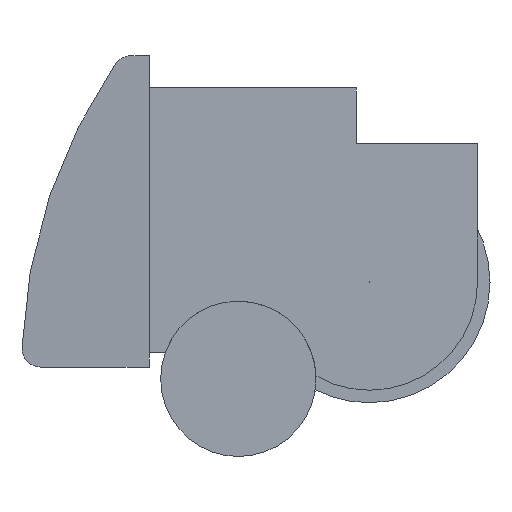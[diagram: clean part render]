
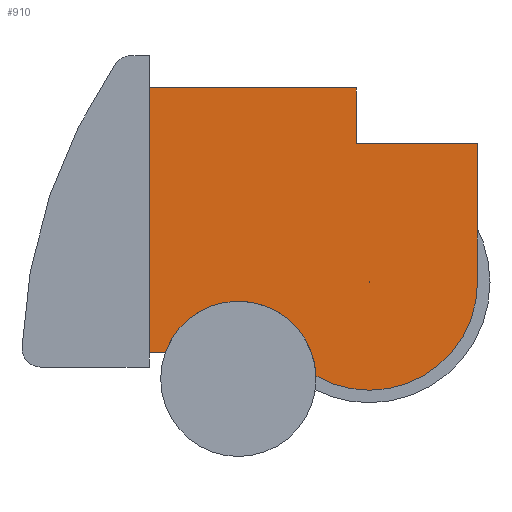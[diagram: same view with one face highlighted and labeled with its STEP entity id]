
A CAD part, front view. The second image highlights one B-rep face of the part: STEP entity #910.
In plain terms, the highlighted planar face has unit normal (0, -1, 0).
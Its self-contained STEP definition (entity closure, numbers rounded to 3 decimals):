
#560 = ORIENTED_EDGE ( 'NONE', *, *, #974, .T. ) ;
#561 = ORIENTED_EDGE ( 'NONE', *, *, #972, .T. ) ;
#562 = ORIENTED_EDGE ( 'NONE', *, *, #973, .F. ) ;
#565 = ORIENTED_EDGE ( 'NONE', *, *, #971, .T. ) ;
#610 = CARTESIAN_POINT ( 'NONE',  ( -22.011, -11.5, -7.55 ) ) ;
#613 = CARTESIAN_POINT ( 'NONE',  ( -30.02, -11.5, -7.55 ) ) ;
#615 = CARTESIAN_POINT ( 'NONE',  ( -14.145, -11.5, -2.05 ) ) ;
#617 = CARTESIAN_POINT ( 'NONE',  ( -25.07, -11.5, 20.95 ) ) ;
#621 = CARTESIAN_POINT ( 'NONE',  ( -30.02, -11.5, 16. ) ) ;
#622 = CARTESIAN_POINT ( 'NONE',  ( -1.42, -11.5, 14.95 ) ) ;
#623 = CARTESIAN_POINT ( 'NONE',  ( 11.65, -11.5, 14.95 ) ) ;
#625 = CARTESIAN_POINT ( 'NONE',  ( -1.42, -11.5, 20.95 ) ) ;
#634 = CARTESIAN_POINT ( 'NONE',  ( 0., -11.5, 0.027 ) ) ;
#639 = CARTESIAN_POINT ( 'NONE',  ( 0., -11.5, -0.027 ) ) ;
#643 = CARTESIAN_POINT ( 'NONE',  ( 0., -11.5, -11.65 ) ) ;
#647 = CARTESIAN_POINT ( 'NONE',  ( 11.65, -11.5, 0. ) ) ;
#649 = CARTESIAN_POINT ( 'NONE',  ( -5.776, -11.5, -10.118 ) ) ;
#688 = CARTESIAN_POINT ( 'NONE',  ( -51.779, -11.5, 4.665 ) ) ;
#691 = PLANE ( 'NONE',  #1371 ) ;
#693 = DIRECTION ( 'NONE',  ( 0., 1., 0. ) ) ;
#694 = DIRECTION ( 'NONE',  ( 0., 0., 1. ) ) ;
#767 = VERTEX_POINT ( 'NONE', #617 ) ;
#769 = VERTEX_POINT ( 'NONE', #610 ) ;
#772 = VERTEX_POINT ( 'NONE', #615 ) ;
#774 = VERTEX_POINT ( 'NONE', #613 ) ;
#776 = ORIENTED_EDGE ( 'NONE', *, *, #970, .T. ) ;
#777 = ORIENTED_EDGE ( 'NONE', *, *, #969, .T. ) ;
#778 = VERTEX_POINT ( 'NONE', #621 ) ;
#779 = VERTEX_POINT ( 'NONE', #622 ) ;
#780 = VERTEX_POINT ( 'NONE', #623 ) ;
#782 = VERTEX_POINT ( 'NONE', #625 ) ;
#783 = ORIENTED_EDGE ( 'NONE', *, *, #964, .T. ) ;
#784 = ORIENTED_EDGE ( 'NONE', *, *, #954, .T. ) ;
#786 = ORIENTED_EDGE ( 'NONE', *, *, #951, .T. ) ;
#787 = ORIENTED_EDGE ( 'NONE', *, *, #968, .T. ) ;
#791 = EDGE_LOOP ( 'NONE', ( #983, #984 ) ) ;
#799 = EDGE_LOOP ( 'NONE', ( #787, #783, #784, #786, #777, #776, #565, #561, #562, #560, #982 ) ) ;
#853 = VERTEX_POINT ( 'NONE', #634 ) ;
#858 = VERTEX_POINT ( 'NONE', #639 ) ;
#862 = VERTEX_POINT ( 'NONE', #643 ) ;
#866 = VERTEX_POINT ( 'NONE', #647 ) ;
#868 = VERTEX_POINT ( 'NONE', #649 ) ;
#910 = ADVANCED_FACE ( 'NONE', ( #1223, #1231 ), #691, .F. ) ;
#932 = EDGE_CURVE ( 'NONE', #858, #853, #1257, .T. ) ;
#951 = EDGE_CURVE ( 'NONE', #862, #866, #1647, .T. ) ;
#954 = EDGE_CURVE ( 'NONE', #868, #862, #1652, .T. ) ;
#964 = EDGE_CURVE ( 'NONE', #772, #868, #1666, .T. ) ;
#968 = EDGE_CURVE ( 'NONE', #769, #772, #1663, .T. ) ;
#969 = EDGE_CURVE ( 'NONE', #866, #780, #1673, .T. ) ;
#970 = EDGE_CURVE ( 'NONE', #780, #779, #1674, .T. ) ;
#971 = EDGE_CURVE ( 'NONE', #779, #782, #1676, .T. ) ;
#972 = EDGE_CURVE ( 'NONE', #782, #767, #1678, .T. ) ;
#973 = EDGE_CURVE ( 'NONE', #778, #767, #1680, .T. ) ;
#974 = EDGE_CURVE ( 'NONE', #778, #774, #1671, .T. ) ;
#975 = EDGE_CURVE ( 'NONE', #774, #769, #1684, .T. ) ;
#976 = EDGE_CURVE ( 'NONE', #853, #858, #1686, .T. ) ;
#982 = ORIENTED_EDGE ( 'NONE', *, *, #975, .T. ) ;
#983 = ORIENTED_EDGE ( 'NONE', *, *, #932, .T. ) ;
#984 = ORIENTED_EDGE ( 'NONE', *, *, #976, .T. ) ;
#1223 = FACE_OUTER_BOUND ( 'NONE', #799, .T. ) ;
#1231 = FACE_BOUND ( 'NONE', #791, .T. ) ;
#1257 = CIRCLE ( 'NONE', #1390, 0.027 ) ;
#1371 = AXIS2_PLACEMENT_3D ( 'NONE', #688, #693, #694 ) ;
#1390 = AXIS2_PLACEMENT_3D ( 'NONE', #1404, #1405, #1406 ) ;
#1401 = AXIS2_PLACEMENT_3D ( 'NONE', #1452, #1453, #1454 ) ;
#1404 = CARTESIAN_POINT ( 'NONE',  ( 0., -11.5, 0. ) ) ;
#1405 = DIRECTION ( 'NONE',  ( 0., 1., 0. ) ) ;
#1406 = DIRECTION ( 'NONE',  ( 0., 0., 1. ) ) ;
#1452 = CARTESIAN_POINT ( 'NONE',  ( 0., -11.5, 0. ) ) ;
#1453 = DIRECTION ( 'NONE',  ( 0., -1., 0. ) ) ;
#1454 = DIRECTION ( 'NONE',  ( 0., 0., 1. ) ) ;
#1460 = CARTESIAN_POINT ( 'NONE',  ( 0., -11.5, 0. ) ) ;
#1461 = DIRECTION ( 'NONE',  ( 0., -1., 0. ) ) ;
#1462 = DIRECTION ( 'NONE',  ( 0., 0., 1. ) ) ;
#1488 = CARTESIAN_POINT ( 'NONE',  ( -14.145, -11.5, -10.425 ) ) ;
#1489 = DIRECTION ( 'NONE',  ( 0., 1., 0. ) ) ;
#1490 = DIRECTION ( 'NONE',  ( 0., 0., 1. ) ) ;
#1491 = DIRECTION ( 'NONE',  ( 0., 0., 1. ) ) ;
#1495 = CARTESIAN_POINT ( 'NONE',  ( 11.65, -11.5, 4.665 ) ) ;
#1496 = CARTESIAN_POINT ( 'NONE',  ( -30.02, -11.5, 4.665 ) ) ;
#1497 = CARTESIAN_POINT ( 'NONE',  ( -14.145, -11.5, -10.425 ) ) ;
#1498 = DIRECTION ( 'NONE',  ( 0., 1., 0. ) ) ;
#1499 = DIRECTION ( 'NONE',  ( 0., 0., 1. ) ) ;
#1500 = CARTESIAN_POINT ( 'NONE',  ( -51.779, -11.5, 14.95 ) ) ;
#1501 = DIRECTION ( 'NONE',  ( -1., 0., 0. ) ) ;
#1502 = CARTESIAN_POINT ( 'NONE',  ( -1.42, -11.5, 4.665 ) ) ;
#1503 = DIRECTION ( 'NONE',  ( 0., 0., 1. ) ) ;
#1504 = CARTESIAN_POINT ( 'NONE',  ( -51.779, -11.5, 20.95 ) ) ;
#1505 = DIRECTION ( 'NONE',  ( -1., 0., 0. ) ) ;
#1506 = CARTESIAN_POINT ( 'NONE',  ( -46.567, -11.5, -0.547 ) ) ;
#1507 = DIRECTION ( 'NONE',  ( 0.707, 0., 0.707 ) ) ;
#1508 = DIRECTION ( 'NONE',  ( 0., 0., -1. ) ) ;
#1509 = CARTESIAN_POINT ( 'NONE',  ( -51.779, -11.5, -7.55 ) ) ;
#1510 = DIRECTION ( 'NONE',  ( 1., 0., 0. ) ) ;
#1511 = CARTESIAN_POINT ( 'NONE',  ( 0., -11.5, 0. ) ) ;
#1512 = DIRECTION ( 'NONE',  ( 0., 1., 0. ) ) ;
#1513 = DIRECTION ( 'NONE',  ( 0., 0., 1. ) ) ;
#1647 = CIRCLE ( 'NONE', #1401, 11.65 ) ;
#1652 = CIRCLE ( 'NONE', #1868, 11.65 ) ;
#1663 = CIRCLE ( 'NONE', #1876, 8.375 ) ;
#1666 = CIRCLE ( 'NONE', #1874, 8.375 ) ;
#1671 = LINE ( 'NONE', #1496, #1685 ) ;
#1673 = LINE ( 'NONE', #1495, #1675 ) ;
#1674 = LINE ( 'NONE', #1500, #1677 ) ;
#1675 = VECTOR ( 'NONE', #1491, 1000. ) ;
#1676 = LINE ( 'NONE', #1502, #1679 ) ;
#1677 = VECTOR ( 'NONE', #1501, 1000. ) ;
#1678 = LINE ( 'NONE', #1504, #1681 ) ;
#1679 = VECTOR ( 'NONE', #1503, 1000. ) ;
#1680 = LINE ( 'NONE', #1506, #1683 ) ;
#1681 = VECTOR ( 'NONE', #1505, 1000. ) ;
#1683 = VECTOR ( 'NONE', #1507, 1000. ) ;
#1684 = LINE ( 'NONE', #1509, #1687 ) ;
#1685 = VECTOR ( 'NONE', #1508, 1000. ) ;
#1686 = CIRCLE ( 'NONE', #1877, 0.027 ) ;
#1687 = VECTOR ( 'NONE', #1510, 1000. ) ;
#1868 = AXIS2_PLACEMENT_3D ( 'NONE', #1460, #1461, #1462 ) ;
#1874 = AXIS2_PLACEMENT_3D ( 'NONE', #1488, #1489, #1490 ) ;
#1876 = AXIS2_PLACEMENT_3D ( 'NONE', #1497, #1498, #1499 ) ;
#1877 = AXIS2_PLACEMENT_3D ( 'NONE', #1511, #1512, #1513 ) ;
